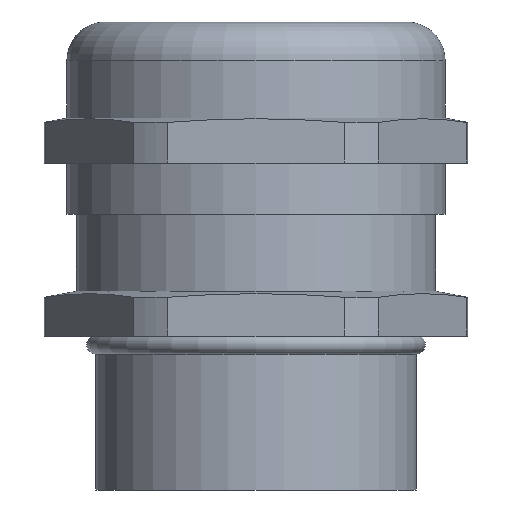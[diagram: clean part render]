
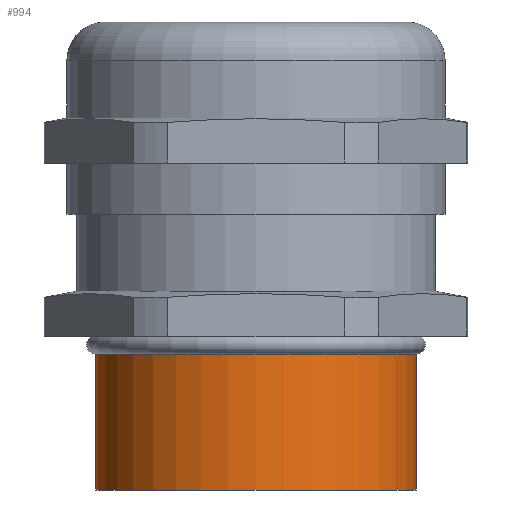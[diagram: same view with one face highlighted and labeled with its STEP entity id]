
A CAD part, front view. The second image highlights one B-rep face of the part: STEP entity #994.
In plain terms, the highlighted cylindrical face has radius 12.5 mm (diameter 25 mm), a partial arc.
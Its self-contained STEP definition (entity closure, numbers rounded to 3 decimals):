
#147=CARTESIAN_POINT('',(0.,0.,-4.5));
#148=DIRECTION('',(0.,0.,-1.));
#149=DIRECTION('',(1.,0.,0.));
#150=AXIS2_PLACEMENT_3D('',#147,#148,#149);
#152=DIRECTION('',(0.,0.,-1.));
#153=VECTOR('',#152,10.602);
#154=CARTESIAN_POINT('',(12.5,0.,6.102));
#155=LINE('',#154,#153);
#156=DIRECTION('',(0.,0.,1.));
#157=VECTOR('',#156,10.602);
#158=CARTESIAN_POINT('',(-12.5,0.,-4.5));
#159=LINE('',#158,#157);
#165=CARTESIAN_POINT('',(0.,0.,6.102));
#166=DIRECTION('',(0.,0.,1.));
#167=DIRECTION('',(-1.,0.,0.));
#168=AXIS2_PLACEMENT_3D('',#165,#166,#167);
#796=CARTESIAN_POINT('',(-12.5,0.,6.102));
#797=CARTESIAN_POINT('',(12.5,0.,6.102));
#798=VERTEX_POINT('',#796);
#799=VERTEX_POINT('',#797);
#816=CARTESIAN_POINT('',(-12.5,0.,-4.5));
#817=CARTESIAN_POINT('',(12.5,0.,-4.5));
#818=VERTEX_POINT('',#816);
#819=VERTEX_POINT('',#817);
#982=CARTESIAN_POINT('',(0.,0.,7.5));
#983=DIRECTION('',(0.,0.,-1.));
#984=DIRECTION('',(-1.,0.,0.));
#985=AXIS2_PLACEMENT_3D('',#982,#983,#984);
#986=CYLINDRICAL_SURFACE('',#985,12.5);
#987=ORIENTED_EDGE('',*,*,#975,.T.);
#988=ORIENTED_EDGE('',*,*,#958,.T.);
#989=ORIENTED_EDGE('',*,*,#972,.T.);
#991=ORIENTED_EDGE('',*,*,#990,.T.);
#992=EDGE_LOOP('',(#987,#988,#989,#991));
#993=FACE_OUTER_BOUND('',#992,.F.);
#151=CIRCLE('',#150,12.5);
#169=CIRCLE('',#168,12.5);
#958=EDGE_CURVE('',#819,#818,#151,.T.);
#972=EDGE_CURVE('',#818,#798,#159,.T.);
#975=EDGE_CURVE('',#799,#819,#155,.T.);
#990=EDGE_CURVE('',#798,#799,#169,.T.);
#994=ADVANCED_FACE('',(#993),#986,.T.);
